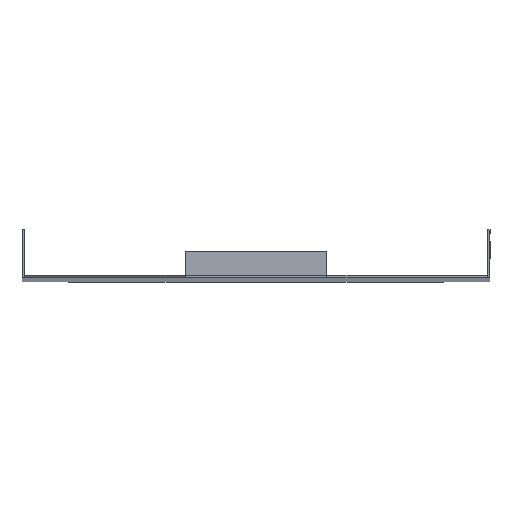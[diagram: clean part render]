
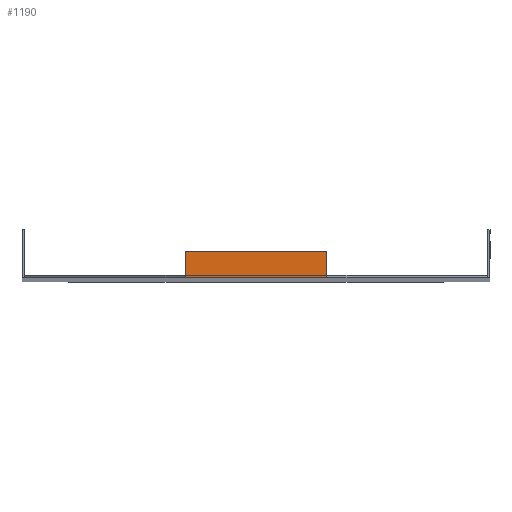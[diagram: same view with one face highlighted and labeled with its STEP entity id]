
A CAD part, top view. The second image highlights one B-rep face of the part: STEP entity #1190.
In plain terms, the highlighted planar face has unit normal (0, 0, 1).
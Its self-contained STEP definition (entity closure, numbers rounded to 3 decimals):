
#48 = CARTESIAN_POINT ( 'NONE',  ( 0., -1.5, 844. ) ) ;
#162 = DIRECTION ( 'NONE',  ( 0., 0., 1. ) ) ;
#191 = PLANE ( 'NONE',  #2583 ) ;
#240 = CARTESIAN_POINT ( 'NONE',  ( 45., 0., 844. ) ) ;
#372 = CARTESIAN_POINT ( 'NONE',  ( 45., -1.5, 844. ) ) ;
#374 = LINE ( 'NONE', #1399, #1832 ) ;
#400 = EDGE_CURVE ( 'NONE', #1577, #433, #374, .T. ) ;
#433 = VERTEX_POINT ( 'NONE', #1451 ) ;
#614 = ORIENTED_EDGE ( 'NONE', *, *, #1546, .T. ) ;
#677 = DIRECTION ( 'NONE',  ( 0., 1., 0. ) ) ;
#769 = CARTESIAN_POINT ( 'NONE',  ( 0., 0., 844. ) ) ;
#871 = DIRECTION ( 'NONE',  ( 1., 0., 0. ) ) ;
#892 = ORIENTED_EDGE ( 'NONE', *, *, #400, .T. ) ;
#1135 = VERTEX_POINT ( 'NONE', #372 ) ;
#1190 = ADVANCED_FACE ( 'NONE', ( #2528 ), #191, .T. ) ;
#1215 = LINE ( 'NONE', #240, #2254 ) ;
#1232 = DIRECTION ( 'NONE',  ( 0., -1., 0. ) ) ;
#1257 = EDGE_LOOP ( 'NONE', ( #2183, #1495, #614, #892 ) ) ;
#1359 = DIRECTION ( 'NONE',  ( -1., 0., 0. ) ) ;
#1399 = CARTESIAN_POINT ( 'NONE',  ( 45., 15., 844. ) ) ;
#1418 = VECTOR ( 'NONE', #871, 1000. ) ;
#1422 = LINE ( 'NONE', #1630, #2175 ) ;
#1451 = CARTESIAN_POINT ( 'NONE',  ( -45., 15., 844. ) ) ;
#1495 = ORIENTED_EDGE ( 'NONE', *, *, #1596, .T. ) ;
#1546 = EDGE_CURVE ( 'NONE', #1135, #1577, #1215, .T. ) ;
#1577 = VERTEX_POINT ( 'NONE', #1632 ) ;
#1596 = EDGE_CURVE ( 'NONE', #1911, #1135, #2062, .T. ) ;
#1630 = CARTESIAN_POINT ( 'NONE',  ( -45., 0., 844. ) ) ;
#1632 = CARTESIAN_POINT ( 'NONE',  ( 45., 15., 844. ) ) ;
#1832 = VECTOR ( 'NONE', #1359, 1000. ) ;
#1911 = VERTEX_POINT ( 'NONE', #2411 ) ;
#1923 = DIRECTION ( 'NONE',  ( 0., -1., 0. ) ) ;
#1930 = EDGE_CURVE ( 'NONE', #433, #1911, #1422, .T. ) ;
#2062 = LINE ( 'NONE', #48, #1418 ) ;
#2175 = VECTOR ( 'NONE', #1232, 1000. ) ;
#2183 = ORIENTED_EDGE ( 'NONE', *, *, #1930, .T. ) ;
#2254 = VECTOR ( 'NONE', #677, 1000. ) ;
#2411 = CARTESIAN_POINT ( 'NONE',  ( -45., -1.5, 844. ) ) ;
#2528 = FACE_OUTER_BOUND ( 'NONE', #1257, .T. ) ;
#2583 = AXIS2_PLACEMENT_3D ( 'NONE', #769, #162, #1923 ) ;
